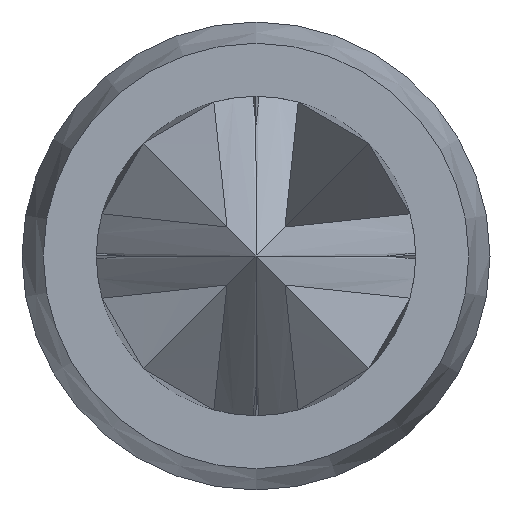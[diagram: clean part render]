
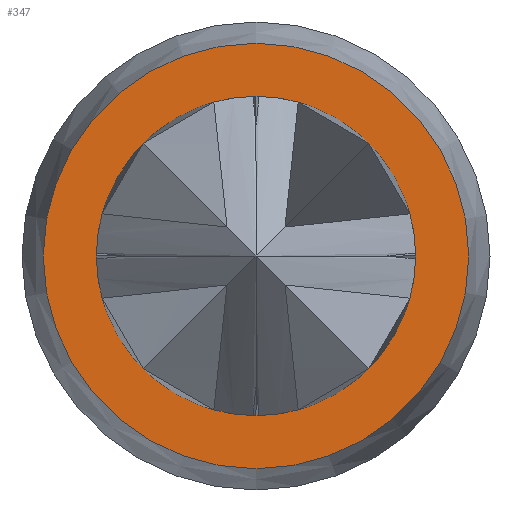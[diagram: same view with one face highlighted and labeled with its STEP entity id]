
A CAD part, left-side view. The second image highlights one B-rep face of the part: STEP entity #347.
In plain terms, the highlighted planar face has unit normal (-1, 0, 0).
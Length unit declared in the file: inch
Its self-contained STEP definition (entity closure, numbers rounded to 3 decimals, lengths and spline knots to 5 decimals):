
#14 = DIRECTION ( 'NONE',  ( 0., 0., 1. ) ) ;
#88 = CARTESIAN_POINT ( 'NONE',  ( 0., 0., -0.014 ) ) ;
#117 = ORIENTED_EDGE ( 'NONE', *, *, #1250, .T. ) ;
#134 = CARTESIAN_POINT ( 'NONE',  ( 0., 0., 0. ) ) ;
#140 = VERTEX_POINT ( 'NONE', #88 ) ;
#161 = AXIS2_PLACEMENT_3D ( 'NONE', #724, #407, #284 ) ;
#188 = EDGE_CURVE ( 'NONE', #140, #140, #292, .T. ) ;
#284 = DIRECTION ( 'NONE',  ( 0., 0., -1. ) ) ;
#292 = CIRCLE ( 'NONE', #161, 0.014 ) ;
#346 = EDGE_LOOP ( 'NONE', ( #117 ) ) ;
#347 = ADVANCED_FACE ( 'NONE', ( #1399, #822 ), #774, .T. ) ;
#372 = VERTEX_POINT ( 'NONE', #1176 ) ;
#407 = DIRECTION ( 'NONE',  ( 1., 0., 0. ) ) ;
#435 = ORIENTED_EDGE ( 'NONE', *, *, #188, .F. ) ;
#462 = CARTESIAN_POINT ( 'NONE',  ( 0., 0.014, 0. ) ) ;
#480 = AXIS2_PLACEMENT_3D ( 'NONE', #462, #564, #555 ) ;
#555 = DIRECTION ( 'NONE',  ( 0., 0., 1. ) ) ;
#564 = DIRECTION ( 'NONE',  ( -1., 0., 0. ) ) ;
#617 = CIRCLE ( 'NONE', #969, 0.0105 ) ;
#724 = CARTESIAN_POINT ( 'NONE',  ( 0., 0., 0. ) ) ;
#774 = PLANE ( 'NONE',  #480 ) ;
#822 = FACE_OUTER_BOUND ( 'NONE', #1369, .T. ) ;
#969 = AXIS2_PLACEMENT_3D ( 'NONE', #134, #1029, #14 ) ;
#1029 = DIRECTION ( 'NONE',  ( 1., 0., 0. ) ) ;
#1176 = CARTESIAN_POINT ( 'NONE',  ( 0., 0., 0.0105 ) ) ;
#1250 = EDGE_CURVE ( 'NONE', #372, #372, #617, .T. ) ;
#1369 = EDGE_LOOP ( 'NONE', ( #435 ) ) ;
#1399 = FACE_BOUND ( 'NONE', #346, .T. ) ;
